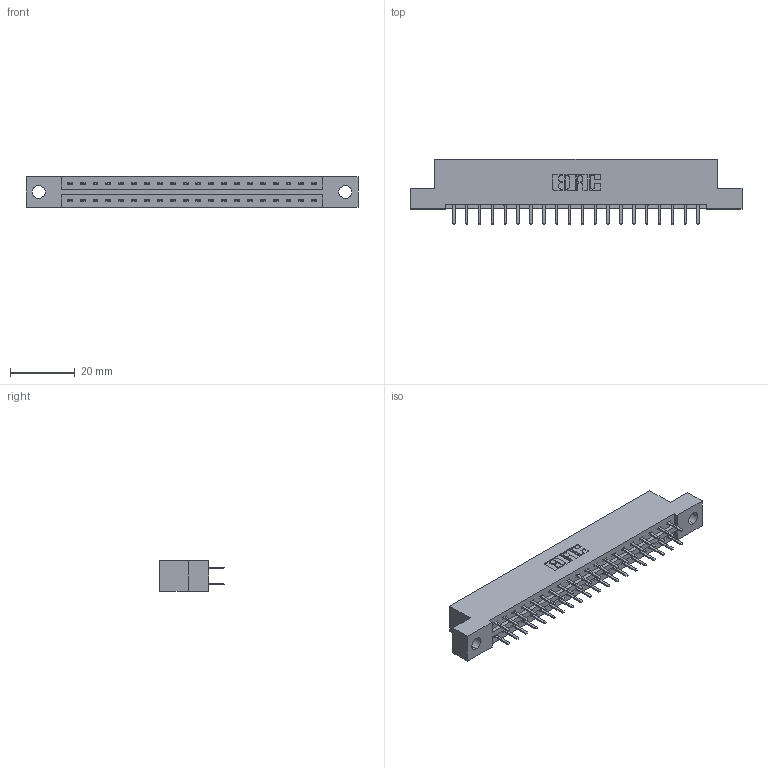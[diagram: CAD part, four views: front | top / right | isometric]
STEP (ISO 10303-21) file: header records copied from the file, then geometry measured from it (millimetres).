
FILE_DESCRIPTION (( 'STEP AP203' ), '1' );
FILE_NAME ('337-040-520-204.STEP', '2019-10-09T11:18:19', ( '' ), ( '' ), 'SwSTEP 2.0', 'SolidWorks 2016', '' );
FILE_SCHEMA (( 'CONFIG_CONTROL_DESIGN' ));
Length unit declared in the file: inch
Products named in the file (3): 337-040-520-204; 345-292-001_345-293-120; 337 Part_Flush Mounting Lugs - 0.156 Dia-TH
Assembly tree (41 placements, depth 2):
  337-040-520-204
    337 Part_Flush Mounting Lugs - 0.156 Dia-TH
    345-292-001_345-293-120  x40
Bounding box: 102.26 x 20.02 x 9.4 mm (x, y, z)
Volume: 10378.7 mm3; surface area: 11266.7 mm2
Topology: 41 solids, 41 shells, 2434 faces, 7071 edges, 4606 vertices
Faces by surface type: plane 1670, cylinder 764
Entity records: 18469 total; most frequent: CARTESIAN_POINT 3142, ORIENTED_EDGE 3066, DIRECTION 2701, EDGE_CURVE 1533, LINE 1401, VECTOR 1401, VERTEX_POINT 1018, AXIS2_PLACEMENT_3D 650
